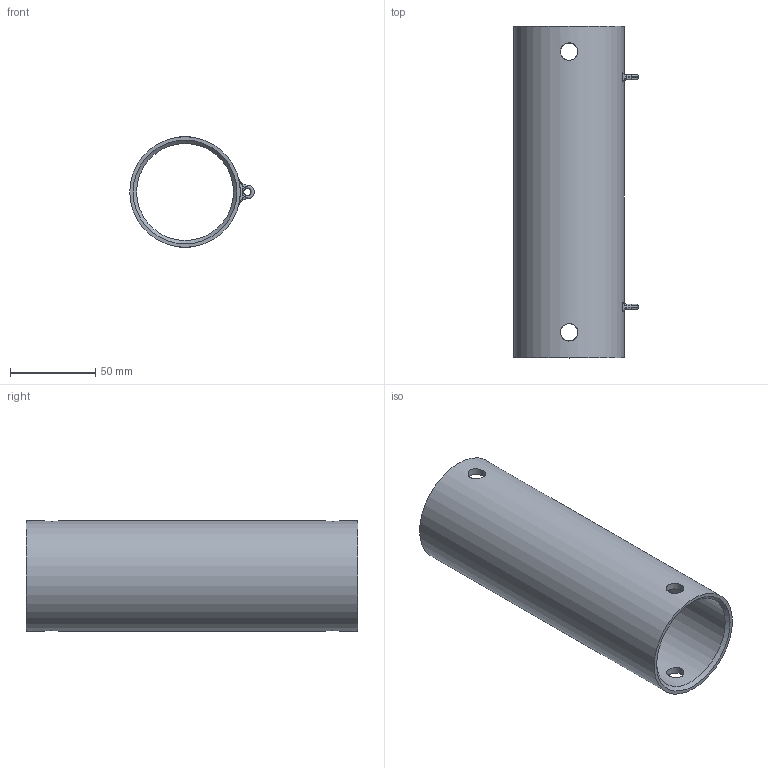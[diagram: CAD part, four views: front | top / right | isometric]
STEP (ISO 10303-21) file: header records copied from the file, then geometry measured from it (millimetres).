
FILE_DESCRIPTION(/* description */ (''),/* implementation_level */ '2;1');
FILE_NAME(/* name */ 'MidBody v4.step',/* time_stamp */ '2023-09-28T22:46:32-04:00',/* author */ (''),/* organization */ (''),/* preprocessor_version */ 'ST-DEVELOPER v20',/* originating_system */ 'Autodesk Translation Framework v12.14.0.127',/* authorisation */ '');
FILE_SCHEMA (('AUTOMOTIVE_DESIGN { 1 0 10303 214 3 1 1 }'));
Length unit declared in the file: millimetre
Products named in the file (1): MidBody
Bounding box: 73.17 x 195 x 65 mm (x, y, z)
Volume: 147724 mm3; surface area: 75990.5 mm2
Topology: 1 solids, 1 shells, 54 faces, 136 edges, 74 vertices
Faces by surface type: torus 16, cylinder 14, bspline 12, plane 10, cone 2
Full cylindrical faces by diameter (mm): 4.175 x2, 10.274 x4, 57 x1, 65 x1
Entity records: 2352 total; most frequent: CARTESIAN_POINT 1113, ORIENTED_EDGE 256, DIRECTION 252, EDGE_CURVE 128, AXIS2_PLACEMENT_3D 117, CIRCLE 74, VERTEX_POINT 74, EDGE_LOOP 66
